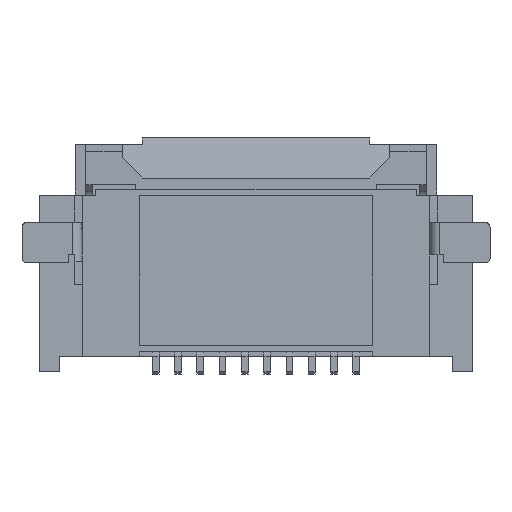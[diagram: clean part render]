
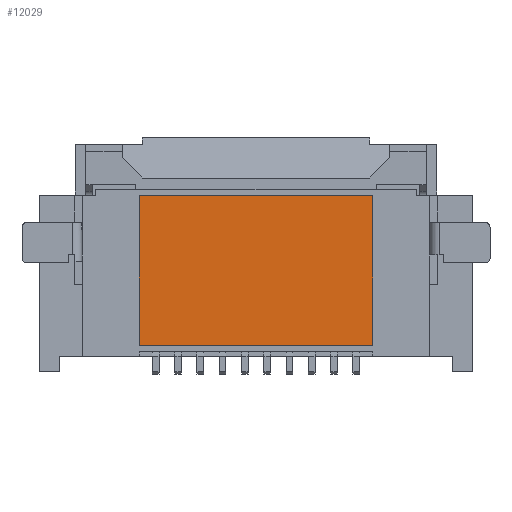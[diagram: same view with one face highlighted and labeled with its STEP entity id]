
A CAD part, front view. The second image highlights one B-rep face of the part: STEP entity #12029.
In plain terms, the highlighted planar face has unit normal (0, -1, 0).
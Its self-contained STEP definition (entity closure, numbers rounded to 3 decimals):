
#1286=DIRECTION('',(0.,0.,-1.));
#1287=VECTOR('',#1286,3.35);
#1288=CARTESIAN_POINT('',(-2.615,0.,2.7));
#1289=LINE('',#1288,#1287);
#1290=DIRECTION('',(1.,0.,0.));
#1291=VECTOR('',#1290,5.23);
#1292=CARTESIAN_POINT('',(-2.615,0.,2.7));
#1293=LINE('',#1292,#1291);
#1294=DIRECTION('',(0.,0.,-1.));
#1295=VECTOR('',#1294,3.35);
#1296=CARTESIAN_POINT('',(2.615,0.,2.7));
#1297=LINE('',#1296,#1295);
#1346=DIRECTION('',(1.,0.,0.));
#1347=VECTOR('',#1346,5.23);
#1348=CARTESIAN_POINT('',(-2.615,0.,-0.65));
#1349=LINE('',#1348,#1347);
#8190=CARTESIAN_POINT('',(-2.615,0.,2.7));
#8191=CARTESIAN_POINT('',(-2.615,0.,-0.65));
#8192=VERTEX_POINT('',#8190);
#8193=VERTEX_POINT('',#8191);
#8194=CARTESIAN_POINT('',(2.615,0.,2.7));
#8195=CARTESIAN_POINT('',(2.615,0.,-0.65));
#8196=VERTEX_POINT('',#8194);
#8197=VERTEX_POINT('',#8195);
#12016=CARTESIAN_POINT('',(-4.85,0.,2.7));
#12017=DIRECTION('',(0.,-1.,0.));
#12018=DIRECTION('',(0.,0.,-1.));
#12019=AXIS2_PLACEMENT_3D('',#12016,#12017,#12018);
#12020=PLANE('',#12019);
#12021=ORIENTED_EDGE('',*,*,#12006,.F.);
#12022=ORIENTED_EDGE('',*,*,#11925,.T.);
#12024=ORIENTED_EDGE('',*,*,#12023,.T.);
#12026=ORIENTED_EDGE('',*,*,#12025,.F.);
#12027=EDGE_LOOP('',(#12021,#12022,#12024,#12026));
#12028=FACE_OUTER_BOUND('',#12027,.F.);
#12029=ADVANCED_FACE('',(#12028),#12020,.T.);
#11925=EDGE_CURVE('',#8192,#8196,#1293,.T.);
#12006=EDGE_CURVE('',#8192,#8193,#1289,.T.);
#12023=EDGE_CURVE('',#8196,#8197,#1297,.T.);
#12025=EDGE_CURVE('',#8193,#8197,#1349,.T.);
